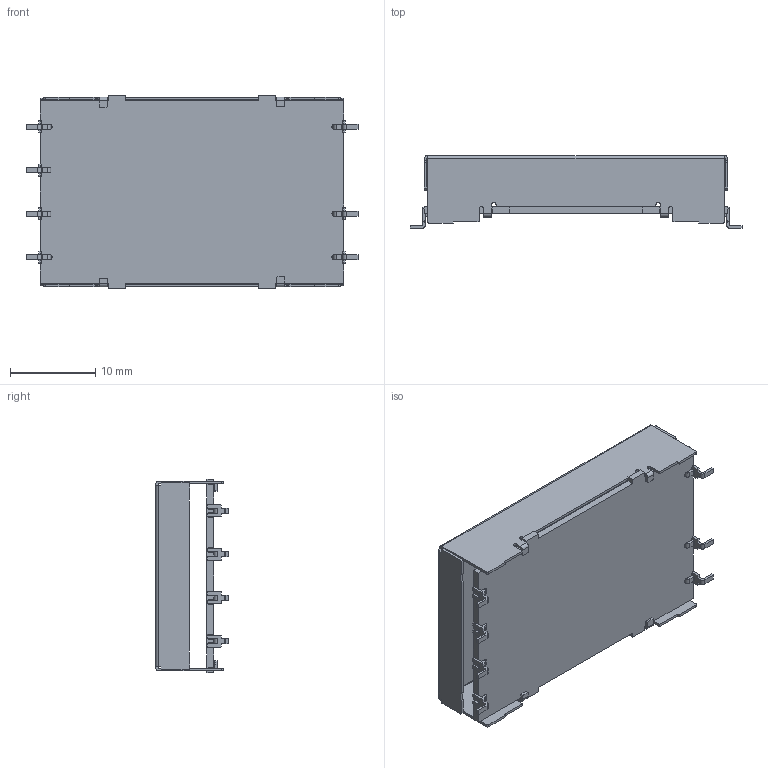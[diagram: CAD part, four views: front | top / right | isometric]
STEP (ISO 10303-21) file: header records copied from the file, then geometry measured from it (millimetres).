
FILE_DESCRIPTION(('OneSpaceDesigner STEP Export'),'2;1');
FILE_NAME('CC10R.stp','2009-10-07T11:10:27',(''),(''),'OneSpace Designer STEP processor for AP214 (Solid Model)','OneSpace Designer 14.00B 27-May-2006 (C) CoCreate Software GmbH','');
FILE_SCHEMA(('AUTOMOTIVE_DESIGN { 1 0 10303 214 1 1 1 1 }'));
Length unit declared in the file: millimetre
Products named in the file (1): PS10R
Bounding box: 38.86 x 8.5 x 22.6 mm (x, y, z)
Surface area: 4536.2 mm2 (no closed solid volume)
Topology: 0 solids, 1 shells, 489 faces, 1668 edges, 1081 vertices
Faces by surface type: plane 279, cylinder 210
Entity records: 18258 total; most frequent: CARTESIAN_POINT 4127, ORIENTED_EDGE 3243, DIRECTION 2753, EDGE_CURVE 1631, VERTEX_POINT 1065, VECTOR 1019, LINE 1019, AXIS2_PLACEMENT_3D 867
